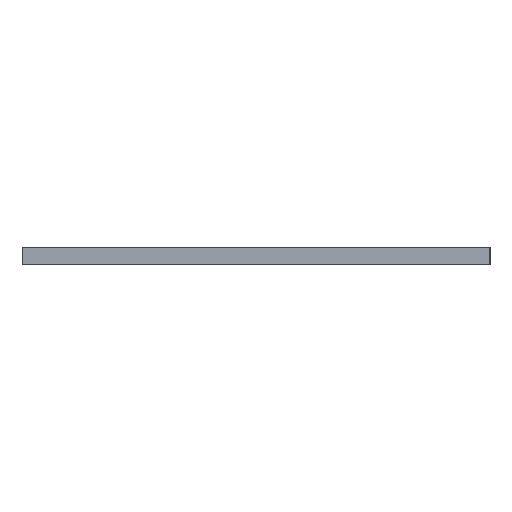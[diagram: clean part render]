
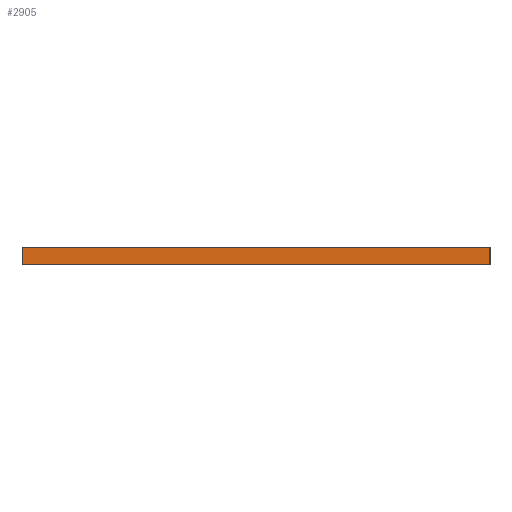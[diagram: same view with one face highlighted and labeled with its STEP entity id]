
A CAD part, left-side view. The second image highlights one B-rep face of the part: STEP entity #2905.
In plain terms, the highlighted planar face has unit normal (-1, 0, 0).
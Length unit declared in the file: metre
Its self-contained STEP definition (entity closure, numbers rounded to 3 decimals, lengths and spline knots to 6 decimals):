
#497=ORIENTED_EDGE('',*,*,#1159,.T.);
#498=ORIENTED_EDGE('',*,*,#1164,.T.);
#499=ORIENTED_EDGE('',*,*,#1165,.F.);
#500=ORIENTED_EDGE('',*,*,#1166,.F.);
#1159=EDGE_CURVE('',#1458,#1457,#1815,.T.);
#1164=EDGE_CURVE('',#1457,#1461,#1820,.T.);
#1165=EDGE_CURVE('',#1462,#1461,#1821,.T.);
#1166=EDGE_CURVE('',#1458,#1462,#1822,.T.);
#1457=VERTEX_POINT('',#4486);
#1458=VERTEX_POINT('',#4488);
#1461=VERTEX_POINT('',#4498);
#1462=VERTEX_POINT('',#4500);
#1815=LINE('',#4487,#2059);
#1820=LINE('',#4497,#2064);
#1821=LINE('',#4499,#2065);
#1822=LINE('',#4501,#2066);
#2059=VECTOR('',#3626,1.);
#2064=VECTOR('',#3635,1.);
#2065=VECTOR('',#3636,1.);
#2066=VECTOR('',#3637,1.);
#2159=EDGE_LOOP('',(#497,#498,#499,#500));
#2491=FACE_BOUND('',#2159,.T.);
#2823=PLANE('',#3063);
#2905=ADVANCED_FACE('',(#2491),#2823,.T.);
#3063=AXIS2_PLACEMENT_3D('',#4496,#3633,#3634);
#3626=DIRECTION('',(0.,0.,1.));
#3633=DIRECTION('',(-1.,0.,0.));
#3634=DIRECTION('',(0.,1.,0.));
#3635=DIRECTION('',(0.,1.,0.));
#3636=DIRECTION('',(0.,0.,1.));
#3637=DIRECTION('',(0.,1.,0.));
#4486=CARTESIAN_POINT('',(-0.04925,-0.020285,0.00151));
#4487=CARTESIAN_POINT('',(-0.04925,-0.020285,0.));
#4488=CARTESIAN_POINT('',(-0.04925,-0.020285,0.));
#4496=CARTESIAN_POINT('',(-0.04925,-0.020285,0.));
#4497=CARTESIAN_POINT('',(-0.04925,-0.020285,0.00151));
#4498=CARTESIAN_POINT('',(-0.04925,0.020285,0.00151));
#4499=CARTESIAN_POINT('',(-0.04925,0.020285,0.));
#4500=CARTESIAN_POINT('',(-0.04925,0.020285,0.));
#4501=CARTESIAN_POINT('',(-0.04925,-0.020285,0.));
